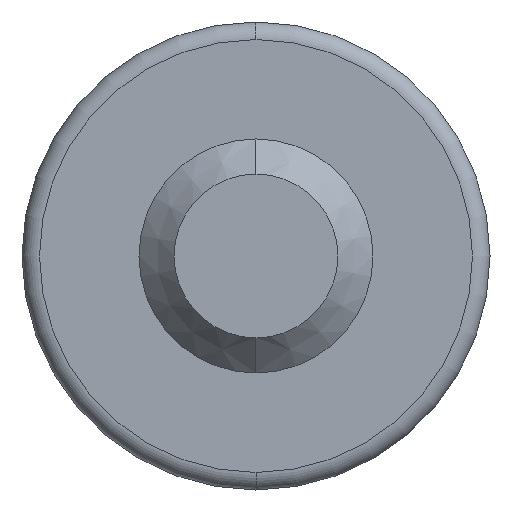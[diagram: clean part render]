
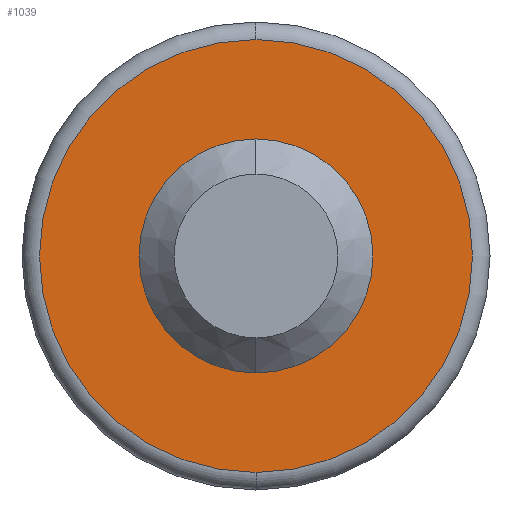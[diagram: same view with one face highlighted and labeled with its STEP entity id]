
A CAD part, left-side view. The second image highlights one B-rep face of the part: STEP entity #1039.
In plain terms, the highlighted planar face has unit normal (-1, 0, 0).
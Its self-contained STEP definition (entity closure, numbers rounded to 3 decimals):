
#2 = DIRECTION ( 'NONE',  ( -1., 0., 0. ) ) ;
#110 = ORIENTED_EDGE ( 'NONE', *, *, #786, .F. ) ;
#112 = AXIS2_PLACEMENT_3D ( 'NONE', #1577, #1724, #1124 ) ;
#160 = DIRECTION ( 'NONE',  ( 0., 0., -1. ) ) ;
#181 = DIRECTION ( 'NONE',  ( 0., 0., 1. ) ) ;
#184 = EDGE_CURVE ( 'NONE', #1218, #222, #1810, .T. ) ;
#201 = DIRECTION ( 'NONE',  ( -1., 0., 0. ) ) ;
#222 = VERTEX_POINT ( 'NONE', #1695 ) ;
#355 = CARTESIAN_POINT ( 'NONE',  ( 7., 0., -1. ) ) ;
#411 = CIRCLE ( 'NONE', #1167, 1. ) ;
#448 = AXIS2_PLACEMENT_3D ( 'NONE', #1390, #1546, #160 ) ;
#563 = VERTEX_POINT ( 'NONE', #1983 ) ;
#605 = EDGE_CURVE ( 'NONE', #222, #1218, #1355, .T. ) ;
#761 = DIRECTION ( 'NONE',  ( 0., 0., -1. ) ) ;
#786 = EDGE_CURVE ( 'NONE', #563, #1646, #1637, .T. ) ;
#914 = CARTESIAN_POINT ( 'NONE',  ( 7., 0., 0. ) ) ;
#959 = AXIS2_PLACEMENT_3D ( 'NONE', #1953, #1629, #1639 ) ;
#1002 = EDGE_CURVE ( 'NONE', #1646, #563, #411, .T. ) ;
#1026 = CARTESIAN_POINT ( 'NONE',  ( 7., 0., 1.85 ) ) ;
#1039 = ADVANCED_FACE ( 'NONE', ( #1179, #1688 ), #1103, .F. ) ;
#1103 = PLANE ( 'NONE',  #112 ) ;
#1124 = DIRECTION ( 'NONE',  ( 0., 0., -1. ) ) ;
#1167 = AXIS2_PLACEMENT_3D ( 'NONE', #1274, #201, #181 ) ;
#1179 = FACE_OUTER_BOUND ( 'NONE', #1317, .T. ) ;
#1218 = VERTEX_POINT ( 'NONE', #1026 ) ;
#1274 = CARTESIAN_POINT ( 'NONE',  ( 7., 0., 0. ) ) ;
#1317 = EDGE_LOOP ( 'NONE', ( #1653, #1729 ) ) ;
#1355 = CIRCLE ( 'NONE', #448, 1.85 ) ;
#1390 = CARTESIAN_POINT ( 'NONE',  ( 7., 0., 0. ) ) ;
#1409 = ORIENTED_EDGE ( 'NONE', *, *, #1002, .F. ) ;
#1546 = DIRECTION ( 'NONE',  ( -1., 0., 0. ) ) ;
#1577 = CARTESIAN_POINT ( 'NONE',  ( 7., 1., 0. ) ) ;
#1629 = DIRECTION ( 'NONE',  ( -1., 0., 0. ) ) ;
#1637 = CIRCLE ( 'NONE', #959, 1. ) ;
#1639 = DIRECTION ( 'NONE',  ( 0., 0., 1. ) ) ;
#1646 = VERTEX_POINT ( 'NONE', #355 ) ;
#1653 = ORIENTED_EDGE ( 'NONE', *, *, #605, .T. ) ;
#1688 = FACE_BOUND ( 'NONE', #1894, .T. ) ;
#1695 = CARTESIAN_POINT ( 'NONE',  ( 7., 0., -1.85 ) ) ;
#1724 = DIRECTION ( 'NONE',  ( 1., 0., 0. ) ) ;
#1729 = ORIENTED_EDGE ( 'NONE', *, *, #184, .T. ) ;
#1810 = CIRCLE ( 'NONE', #1967, 1.85 ) ;
#1894 = EDGE_LOOP ( 'NONE', ( #110, #1409 ) ) ;
#1953 = CARTESIAN_POINT ( 'NONE',  ( 7., 0., 0. ) ) ;
#1967 = AXIS2_PLACEMENT_3D ( 'NONE', #914, #2, #761 ) ;
#1983 = CARTESIAN_POINT ( 'NONE',  ( 7., 0., 1. ) ) ;
